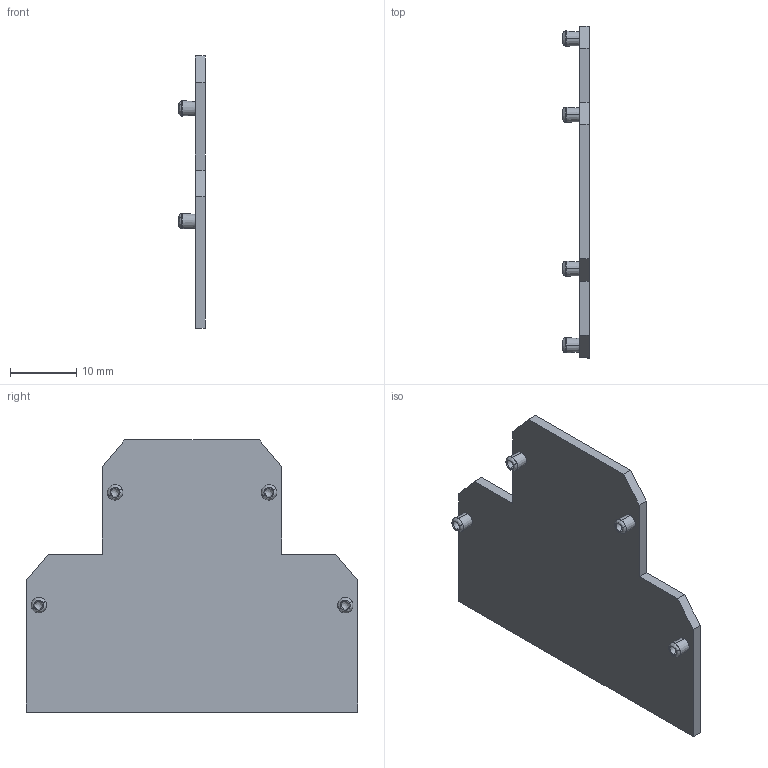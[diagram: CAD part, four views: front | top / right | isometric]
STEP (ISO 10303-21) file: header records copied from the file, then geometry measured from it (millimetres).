
FILE_DESCRIPTION(('CATIA V5 STEP Exchange','CAx-IF Rec.Pracs.--- Model Styling and Organization---1.5--- 2016-08-15','CAx-IF Rec.Pracs.---Supplemental Geometry---1.0---2011-11-01','CAx-IF Rec.Pracs.--- Composite Materials ---1.1---2010-07-15'),'2;1');
FILE_NAME ('D1445901_1', '2025-09-22T06:16:07+00:00', ('none'), ('Weidmueller'), 'CATIA Version 5-6 Release 2024 SP4', 'CATIA V5 STEP AP214 v3', 'none');
FILE_SCHEMA(('AUTOMOTIVE_DESIGN { 1 0 10303 214 1 1 1 1 }'));
Length unit declared in the file: millimetre
Products named in the file (1): 0359280000
Bounding box: 4 x 50 x 41 mm (x, y, z)
Volume: 2470.9 mm3; surface area: 3601.6 mm2
Topology: 1 solids, 1 shells, 58 faces, 148 edges, 96 vertices
Faces by surface type: bspline 20, cone 16, plane 14, cylinder 8
Entity records: 2014 total; most frequent: CARTESIAN_POINT 865, ORIENTED_EDGE 296, EDGE_CURVE 148, DIRECTION 147, VERTEX_POINT 96, AXIS2_PLACEMENT_3D 63, EDGE_LOOP 62, VECTOR 60
